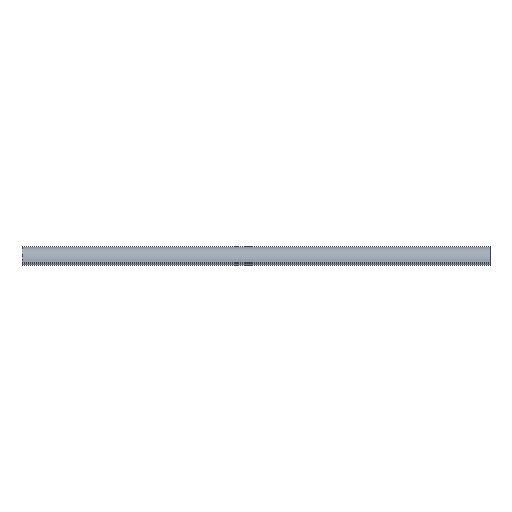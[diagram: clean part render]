
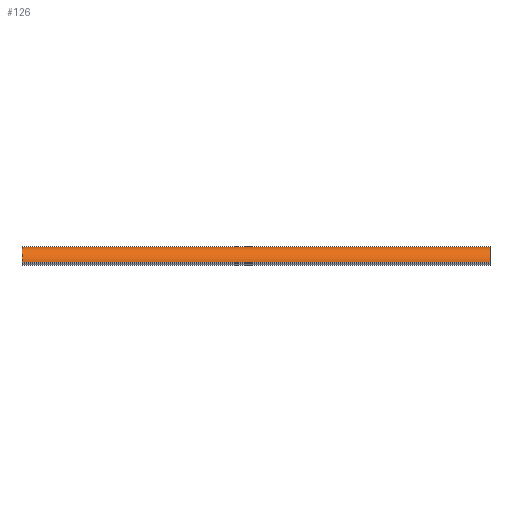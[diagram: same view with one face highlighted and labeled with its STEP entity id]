
A CAD part, top view. The second image highlights one B-rep face of the part: STEP entity #126.
In plain terms, the highlighted cylindrical face has radius 33.3 mm (diameter 66.6 mm), a partial arc.
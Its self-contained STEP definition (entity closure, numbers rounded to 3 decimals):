
#126 = ADVANCED_FACE ( 'NONE', ( #1362 ), #1364, .T. ) ;
#240 = EDGE_CURVE ( 'NONE', #2190, #2175, #1530, .T. ) ;
#257 = EDGE_CURVE ( 'NONE', #2196, #2188, #1549, .T. ) ;
#276 = EDGE_CURVE ( 'NONE', #2188, #2175, #1601, .T. ) ;
#278 = EDGE_CURVE ( 'NONE', #2190, #2196, #1604, .T. ) ;
#540 = AXIS2_PLACEMENT_3D ( 'NONE', #2511, #2500, #2503 ) ;
#609 = AXIS2_PLACEMENT_3D ( 'NONE', #2925, #2927, #2928 ) ;
#612 = AXIS2_PLACEMENT_3D ( 'NONE', #2922, #2931, #2932 ) ;
#1010 = EDGE_LOOP ( 'NONE', ( #1219, #1220, #1221, #1222 ) ) ;
#1219 = ORIENTED_EDGE ( 'NONE', *, *, #278, .F. ) ;
#1220 = ORIENTED_EDGE ( 'NONE', *, *, #240, .T. ) ;
#1221 = ORIENTED_EDGE ( 'NONE', *, *, #276, .F. ) ;
#1222 = ORIENTED_EDGE ( 'NONE', *, *, #257, .F. ) ;
#1362 = FACE_OUTER_BOUND ( 'NONE', #1010, .T. ) ;
#1364 = CYLINDRICAL_SURFACE ( 'NONE', #540, 33.3 ) ;
#1530 = LINE ( 'NONE', #2850, #1531 ) ;
#1531 = VECTOR ( 'NONE', #2851, 1000. ) ;
#1549 = LINE ( 'NONE', #2880, #1563 ) ;
#1563 = VECTOR ( 'NONE', #2885, 1000. ) ;
#1601 = CIRCLE ( 'NONE', #609, 33.3 ) ;
#1604 = CIRCLE ( 'NONE', #612, 33.3 ) ;
#2029 = CARTESIAN_POINT ( 'NONE',  ( -1000., 20., -13.3 ) ) ;
#2175 = VERTEX_POINT ( 'NONE', #3467 ) ;
#2188 = VERTEX_POINT ( 'NONE', #3480 ) ;
#2190 = VERTEX_POINT ( 'NONE', #3482 ) ;
#2196 = VERTEX_POINT ( 'NONE', #2029 ) ;
#2500 = DIRECTION ( 'NONE',  ( 1., 0., 0. ) ) ;
#2503 = DIRECTION ( 'NONE',  ( 0., 0., -1. ) ) ;
#2511 = CARTESIAN_POINT ( 'NONE',  ( -1056.569, -13.3, -13.3 ) ) ;
#2850 = CARTESIAN_POINT ( 'NONE',  ( -1056.569, -13.3, 20. ) ) ;
#2851 = DIRECTION ( 'NONE',  ( 1., 0., 0. ) ) ;
#2880 = CARTESIAN_POINT ( 'NONE',  ( -1056.569, 20., -13.3 ) ) ;
#2885 = DIRECTION ( 'NONE',  ( 1., 0., 0. ) ) ;
#2922 = CARTESIAN_POINT ( 'NONE',  ( -1000., -13.3, -13.3 ) ) ;
#2925 = CARTESIAN_POINT ( 'NONE',  ( 0., -13.3, -13.3 ) ) ;
#2927 = DIRECTION ( 'NONE',  ( 1., 0., 0. ) ) ;
#2928 = DIRECTION ( 'NONE',  ( 0., 0., -1. ) ) ;
#2931 = DIRECTION ( 'NONE',  ( -1., 0., 0. ) ) ;
#2932 = DIRECTION ( 'NONE',  ( 0., 0., -1. ) ) ;
#3467 = CARTESIAN_POINT ( 'NONE',  ( 0., -13.3, 20. ) ) ;
#3480 = CARTESIAN_POINT ( 'NONE',  ( 0., 20., -13.3 ) ) ;
#3482 = CARTESIAN_POINT ( 'NONE',  ( -1000., -13.3, 20. ) ) ;
